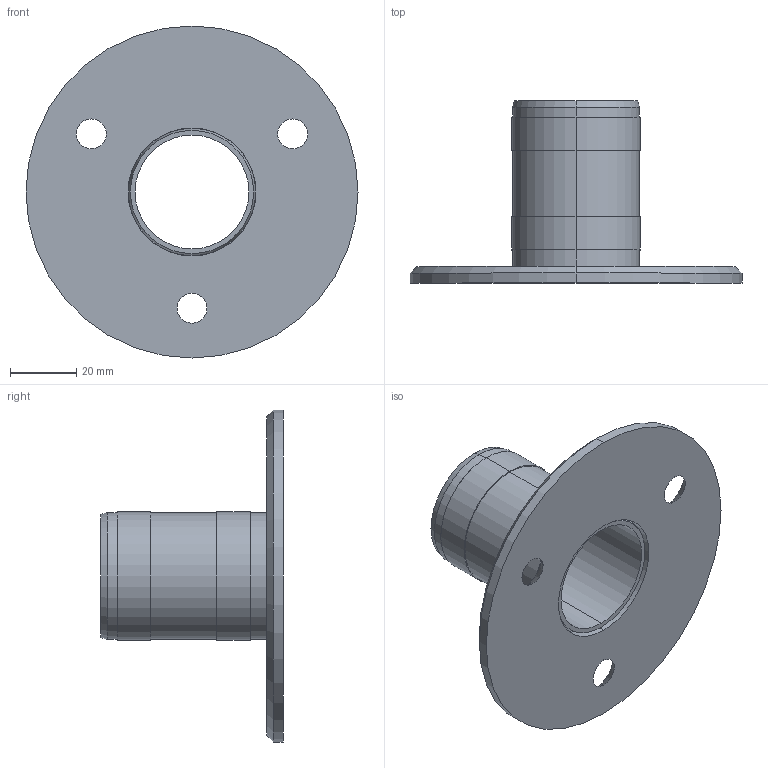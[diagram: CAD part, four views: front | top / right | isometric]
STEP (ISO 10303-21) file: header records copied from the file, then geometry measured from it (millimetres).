
FILE_DESCRIPTION (( 'STEP AP203' ), '1' );
FILE_NAME ('0100000000012617_37_A_0942-242.STEP', '2019-05-21T11:14:40', ( '' ), ( '' ), 'SwSTEP 2.0', 'SolidWorks 2019', '' );
FILE_SCHEMA (( 'CONFIG_CONTROL_DESIGN' ));
Length unit declared in the file: millimetre
Products named in the file (3): 0100000000012617_42_A_0942-242.P1; 0100000000012617_43_A_0942-242.P2; 0100000000012617_37_A_0942-242
Assembly tree (2 placements, depth 2):
  0100000000012617_37_A_0942-242
    0100000000012617_42_A_0942-242.P1
    0100000000012617_43_A_0942-242.P2
Bounding box: 100 x 55 x 100 mm (x, y, z)
Volume: 43012.1 mm3; surface area: 27883 mm2
Topology: 2 solids, 2 shells, 36 faces, 78 edges, 50 vertices
Faces by surface type: cylinder 16, cone 12, plane 8
Entity records: 1329 total; most frequent: DIRECTION 210, CARTESIAN_POINT 169, ORIENTED_EDGE 156, AXIS2_PLACEMENT_3D 91, EDGE_CURVE 78, EDGE_LOOP 50, VERTEX_POINT 50, CIRCLE 50
